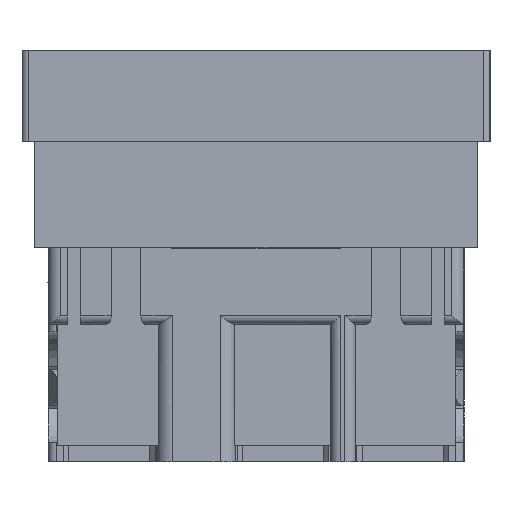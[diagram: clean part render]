
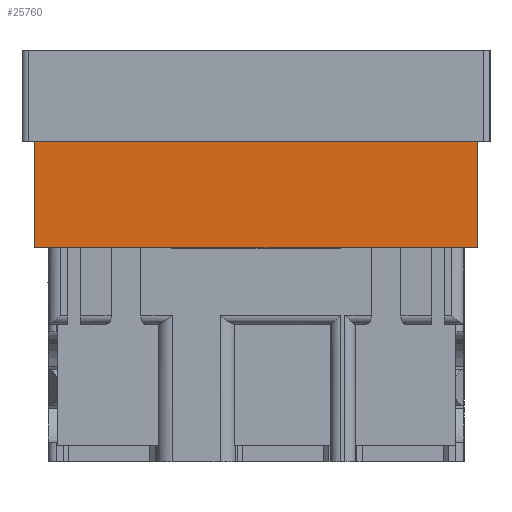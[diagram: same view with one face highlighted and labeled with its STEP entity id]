
A CAD part, left-side view. The second image highlights one B-rep face of the part: STEP entity #25760.
In plain terms, the highlighted planar face has unit normal (-1, 0, 0).
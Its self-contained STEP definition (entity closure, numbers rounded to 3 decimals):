
#347 = DIRECTION ( 'NONE',  ( 0., 0., -1. ) ) ;
#2050 = EDGE_CURVE ( 'NONE', #30067, #30270, #33014, .T. ) ;
#2781 = ORIENTED_EDGE ( 'NONE', *, *, #30865, .F. ) ;
#3082 = DIRECTION ( 'NONE',  ( 0., 1., 0. ) ) ;
#5741 = ORIENTED_EDGE ( 'NONE', *, *, #2050, .F. ) ;
#5761 = VERTEX_POINT ( 'NONE', #31726 ) ;
#6324 = LINE ( 'NONE', #27649, #11832 ) ;
#6973 = DIRECTION ( 'NONE',  ( 0., 1., 0. ) ) ;
#8999 = FACE_OUTER_BOUND ( 'NONE', #21133, .T. ) ;
#9559 = CARTESIAN_POINT ( 'NONE',  ( -16.553, 70.586, 19. ) ) ;
#11832 = VECTOR ( 'NONE', #3082, 1000. ) ;
#12344 = CARTESIAN_POINT ( 'NONE',  ( -16.553, 27.996, 19. ) ) ;
#13551 = VECTOR ( 'NONE', #347, 1000. ) ;
#15670 = VECTOR ( 'NONE', #6973, 1000. ) ;
#16730 = LINE ( 'NONE', #34992, #15670 ) ;
#17086 = EDGE_CURVE ( 'NONE', #34147, #5761, #34638, .T. ) ;
#17185 = CARTESIAN_POINT ( 'NONE',  ( -16.553, 27.996, 8.8 ) ) ;
#17607 = CARTESIAN_POINT ( 'NONE',  ( -16.553, 27.996, 158.175 ) ) ;
#17749 = CARTESIAN_POINT ( 'NONE',  ( -16.553, 68.013, 158.175 ) ) ;
#21049 = DIRECTION ( 'NONE',  ( 0., 0., -1. ) ) ;
#21133 = EDGE_LOOP ( 'NONE', ( #2781, #5741, #37337, #34989 ) ) ;
#21173 = DIRECTION ( 'NONE',  ( 0., 0., -1. ) ) ;
#21368 = DIRECTION ( 'NONE',  ( 1., 0., 0. ) ) ;
#22051 = CARTESIAN_POINT ( 'NONE',  ( -16.553, 70.586, 158.175 ) ) ;
#25760 = ADVANCED_FACE ( 'NONE', ( #8999 ), #39628, .F. ) ;
#27649 = CARTESIAN_POINT ( 'NONE',  ( -16.553, 70.593, 8.8 ) ) ;
#29490 = EDGE_CURVE ( 'NONE', #30067, #34147, #16730, .T. ) ;
#30067 = VERTEX_POINT ( 'NONE', #12344 ) ;
#30135 = AXIS2_PLACEMENT_3D ( 'NONE', #17749, #21368, #21173 ) ;
#30270 = VERTEX_POINT ( 'NONE', #17185 ) ;
#30865 = EDGE_CURVE ( 'NONE', #30270, #5761, #6324, .T. ) ;
#31726 = CARTESIAN_POINT ( 'NONE',  ( -16.553, 70.586, 8.8 ) ) ;
#33014 = LINE ( 'NONE', #17607, #37748 ) ;
#34147 = VERTEX_POINT ( 'NONE', #9559 ) ;
#34638 = LINE ( 'NONE', #22051, #13551 ) ;
#34989 = ORIENTED_EDGE ( 'NONE', *, *, #17086, .T. ) ;
#34992 = CARTESIAN_POINT ( 'NONE',  ( -16.553, 68.013, 19. ) ) ;
#37337 = ORIENTED_EDGE ( 'NONE', *, *, #29490, .T. ) ;
#37748 = VECTOR ( 'NONE', #21049, 1000. ) ;
#39628 = PLANE ( 'NONE',  #30135 ) ;
